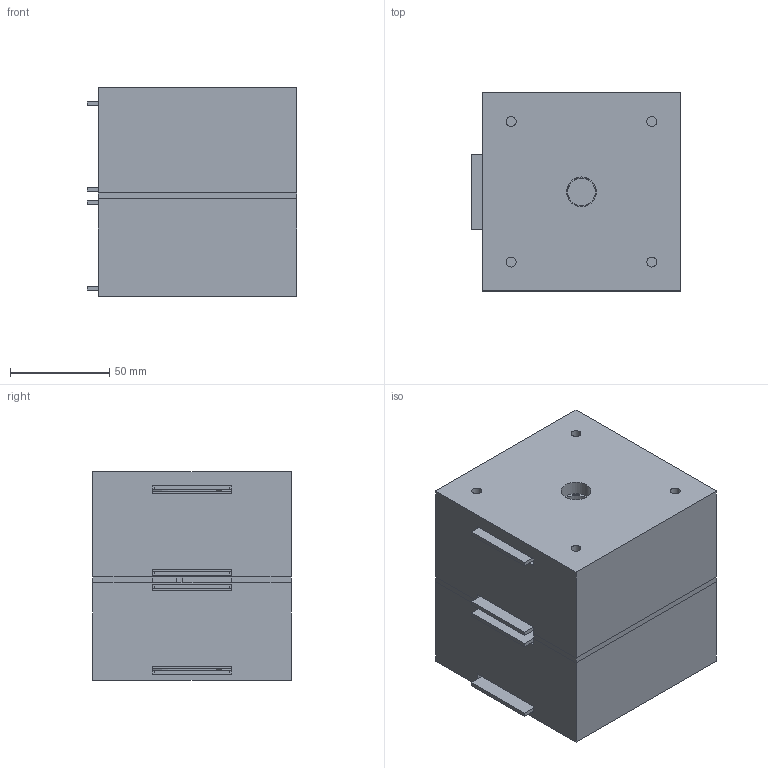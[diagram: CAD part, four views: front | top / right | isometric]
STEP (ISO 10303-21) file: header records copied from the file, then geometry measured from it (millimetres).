
FILE_DESCRIPTION(/* description */ (''),/* implementation_level */ '2;1');
FILE_NAME(/* name */ 'LEM_disegno-10-03-2023_componenti.step',/* time_stamp */ '2023-03-10T16:15:58+01:00',/* author */ (''),/* organization */ (''),/* preprocessor_version */ 'ST-DEVELOPER v19.2',/* originating_system */ 'Autodesk Translation Framework v11.17.0.187',/* authorisation */ '');
FILE_SCHEMA (('AUTOMOTIVE_DESIGN { 1 0 10303 214 3 1 1 }'));
Length unit declared in the file: millimetre
Products named in the file (99): LEM: Disegno per Capitolato; AL2; SiPM B4 (7) (1); SiPM (4) (1); SiPM (6) (1); SiPM B4 (3) (1); SiPM (2); SiPM B4 (7); SiPM; SiPM (1); SiPM (3); SiPM (7); Temp; SiPM B4 (1); SiPM B4 (6); SiPM B4 (2) (1); SiPM B4 (6) (1); Temp (6); THIN (6); THIN (5); THIN (4); Temp (1) (1); THIN; SiPM B4 (1) (1); Temp (3); SiPM B4 (5) (1); SiPM B4 (2); Temp (5); SiPM (3) (1); SiPM B4 (8); SiPM B4 (8) (1); SiPM (8); Temp (2); SiPM B4; SiPM (6); SiPM B4 (4) (1); AL1; SiPM B4 (4); SiPM (4); SiPM B4 (3) ...
Assembly tree (98 placements, depth 2):
  LEM: Disegno per Capitolato
    AL2
    SiPM B4 (7) (1)
    SiPM (4) (1)
    SiPM (6) (1)
    SiPM B4 (3) (1)
    SiPM (2)
    SiPM B4 (7)
    SiPM
    SiPM (1)
    SiPM (3)
    SiPM (7)
    Temp
    SiPM B4 (1)
    SiPM B4 (6)
    SiPM B4 (2) (1)
    SiPM B4 (6) (1)
    Temp (6)
    THIN (6)
    THIN (5)
    THIN (4)
    Temp (1) (1)
    THIN
    SiPM B4 (1) (1)
    Temp (3)
    SiPM B4 (5) (1)
    SiPM B4 (2)
    Temp (5)
    SiPM (3) (1)
    SiPM B4 (8)
    SiPM B4 (8) (1)
    SiPM (8)
    Temp (2)
    SiPM B4
    SiPM (6)
    SiPM B4 (4) (1)
    AL1
    SiPM B4 (4)
    SiPM (4)
    SiPM B4 (3)
    SiPM (5)
    Temp (1)
    SiPM B4 (5)
    Temp (4)
    SiPM B4 (9)
    SiPM (9)
    SiPM (2) (1)
    Temp (2) (1)
    SiPM (8) (1)
    SiPM (1) (1)
    SiPM (7) (1)
    Temp (7)
    Temp (7) (1)
    Temp (7) (3)
    SiPM (5) (1)
    Temp (7) (2) (1)
    Temp (7) (1) (1)
    Temp (7) (2)
    Temp (7) (3) (1)
    Temp (7) (2) (1) (1)
Bounding box: 105.5 x 100 x 105 mm (x, y, z)
Volume: 857803.4 mm3; surface area: 320448 mm2
Topology: 98 solids, 98 shells, 684 faces, 1457 edges, 968 vertices
Faces by surface type: plane 552, cylinder 131, cone 1
Full cylindrical faces by diameter (mm): 3 x24, 5 x40, 13.9 x14, 14 x34, 15 x1, 20 x2, 22 x14, 70 x1
Entity records: 21863 total; most frequent: DIRECTION 3489, CARTESIAN_POINT 3306, ORIENTED_EDGE 2914, EDGE_CURVE 1457, LINE 1187, VECTOR 1187, AXIS2_PLACEMENT_3D 1151, VERTEX_POINT 968
